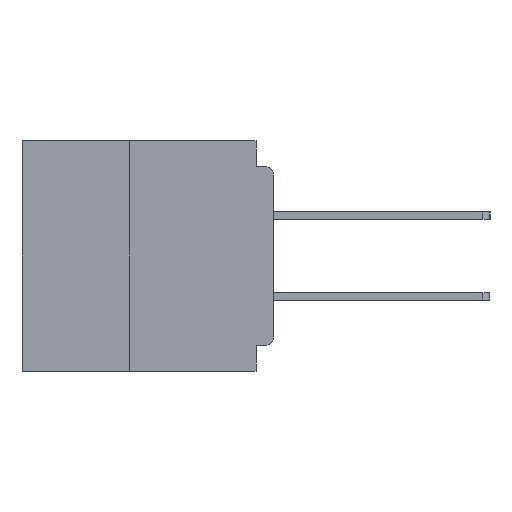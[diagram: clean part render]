
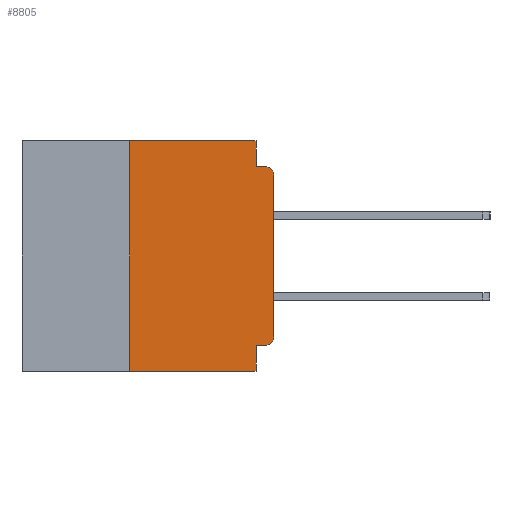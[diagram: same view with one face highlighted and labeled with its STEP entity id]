
A CAD part, left-side view. The second image highlights one B-rep face of the part: STEP entity #8805.
In plain terms, the highlighted planar face has unit normal (-1, 0, 0).
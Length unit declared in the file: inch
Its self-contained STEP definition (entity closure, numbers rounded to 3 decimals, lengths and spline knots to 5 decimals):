
#386 = ORIENTED_EDGE ( 'NONE', *, *, #49418, .F. ) ;
#985 = EDGE_CURVE ( 'NONE', #44983, #57189, #46190, .T. ) ;
#2905 = DIRECTION ( 'NONE',  ( 0., 0., -1. ) ) ;
#3059 = DIRECTION ( 'NONE',  ( 0., 0., 1. ) ) ;
#3299 = CARTESIAN_POINT ( 'NONE',  ( 0., 0.031, -0.355 ) ) ;
#3915 = CARTESIAN_POINT ( 'NONE',  ( 0., 0.437, 0. ) ) ;
#4583 = DIRECTION ( 'NONE',  ( -1., 0., 0. ) ) ;
#5000 = ORIENTED_EDGE ( 'NONE', *, *, #40395, .F. ) ;
#5149 = VERTEX_POINT ( 'NONE', #52994 ) ;
#5201 = VERTEX_POINT ( 'NONE', #30941 ) ;
#8805 = ADVANCED_FACE ( 'NONE', ( #15302 ), #19906, .F. ) ;
#8970 = DIRECTION ( 'NONE',  ( 0., -1., 0. ) ) ;
#9407 = LINE ( 'NONE', #3915, #18611 ) ;
#9457 = EDGE_CURVE ( 'NONE', #58175, #5201, #40748, .T. ) ;
#9603 = CARTESIAN_POINT ( 'NONE',  ( 0., 0.25, -0.4 ) ) ;
#9814 = EDGE_CURVE ( 'NONE', #13298, #44983, #20897, .T. ) ;
#9900 = LINE ( 'NONE', #19995, #21929 ) ;
#11584 = VECTOR ( 'NONE', #33222, 39.37008 ) ;
#12602 = ORIENTED_EDGE ( 'NONE', *, *, #20814, .F. ) ;
#13120 = CARTESIAN_POINT ( 'NONE',  ( 0., 0., -0.34 ) ) ;
#13298 = VERTEX_POINT ( 'NONE', #16728 ) ;
#13932 = ORIENTED_EDGE ( 'NONE', *, *, #9457, .T. ) ;
#14513 = DIRECTION ( 'NONE',  ( 0., 1., 0. ) ) ;
#15006 = CARTESIAN_POINT ( 'NONE',  ( 0., 0.031, -0.045 ) ) ;
#15302 = FACE_OUTER_BOUND ( 'NONE', #40309, .T. ) ;
#15311 = VECTOR ( 'NONE', #3059, 39.37008 ) ;
#16728 = CARTESIAN_POINT ( 'NONE',  ( 0., 0.015, -0.355 ) ) ;
#16836 = DIRECTION ( 'NONE',  ( 0., -1., 0. ) ) ;
#17984 = AXIS2_PLACEMENT_3D ( 'NONE', #31674, #4583, #36222 ) ;
#18611 = VECTOR ( 'NONE', #40088, 39.37008 ) ;
#19510 = CARTESIAN_POINT ( 'NONE',  ( 0., 0.015, -0.34 ) ) ;
#19906 = PLANE ( 'NONE',  #25015 ) ;
#19995 = CARTESIAN_POINT ( 'NONE',  ( 0., 0.25, -0.4 ) ) ;
#20762 = ORIENTED_EDGE ( 'NONE', *, *, #23084, .T. ) ;
#20814 = EDGE_CURVE ( 'NONE', #48302, #5149, #34139, .T. ) ;
#20892 = CARTESIAN_POINT ( 'NONE',  ( 0., 0.031, 0. ) ) ;
#20897 = LINE ( 'NONE', #46040, #44894 ) ;
#21929 = VECTOR ( 'NONE', #51569, 39.37008 ) ;
#22211 = EDGE_CURVE ( 'NONE', #33125, #57189, #41709, .T. ) ;
#23084 = EDGE_CURVE ( 'NONE', #13298, #58175, #42392, .T. ) ;
#24052 = DIRECTION ( 'NONE',  ( 0., 0., -1. ) ) ;
#25015 = AXIS2_PLACEMENT_3D ( 'NONE', #33373, #55970, #29033 ) ;
#25614 = ORIENTED_EDGE ( 'NONE', *, *, #50273, .T. ) ;
#26271 = ORIENTED_EDGE ( 'NONE', *, *, #22211, .T. ) ;
#26700 = CARTESIAN_POINT ( 'NONE',  ( 0., 0.25, 0. ) ) ;
#29033 = DIRECTION ( 'NONE',  ( 0., 0., -1. ) ) ;
#30941 = CARTESIAN_POINT ( 'NONE',  ( 0., 0., -0.06 ) ) ;
#31674 = CARTESIAN_POINT ( 'NONE',  ( 0., 0.015, -0.06 ) ) ;
#33125 = VERTEX_POINT ( 'NONE', #9603 ) ;
#33222 = DIRECTION ( 'NONE',  ( 0., 0., -1. ) ) ;
#33292 = CARTESIAN_POINT ( 'NONE',  ( 0., 0.031, -0.4 ) ) ;
#33373 = CARTESIAN_POINT ( 'NONE',  ( 0., 0.437, 0. ) ) ;
#34139 = LINE ( 'NONE', #43867, #58040 ) ;
#35376 = LINE ( 'NONE', #56932, #47329 ) ;
#35388 = ORIENTED_EDGE ( 'NONE', *, *, #55969, .F. ) ;
#36222 = DIRECTION ( 'NONE',  ( 0., 0., -1. ) ) ;
#40088 = DIRECTION ( 'NONE',  ( 0., -1., 0. ) ) ;
#40309 = EDGE_LOOP ( 'NONE', ( #13932, #25614, #12602, #386, #35388, #5000, #26271, #48703, #42601, #20762 ) ) ;
#40395 = EDGE_CURVE ( 'NONE', #33125, #46173, #9900, .T. ) ;
#40748 = LINE ( 'NONE', #57100, #15311 ) ;
#41709 = LINE ( 'NONE', #53975, #53694 ) ;
#42392 = CIRCLE ( 'NONE', #53926, 0.015 ) ;
#42601 = ORIENTED_EDGE ( 'NONE', *, *, #9814, .F. ) ;
#43867 = CARTESIAN_POINT ( 'NONE',  ( 0., 0., -0.045 ) ) ;
#44894 = VECTOR ( 'NONE', #14513, 39.37008 ) ;
#44983 = VERTEX_POINT ( 'NONE', #3299 ) ;
#45806 = CIRCLE ( 'NONE', #17984, 0.015 ) ;
#46040 = CARTESIAN_POINT ( 'NONE',  ( 0., 0., -0.355 ) ) ;
#46173 = VERTEX_POINT ( 'NONE', #26700 ) ;
#46190 = LINE ( 'NONE', #33292, #11584 ) ;
#47329 = VECTOR ( 'NONE', #2905, 39.37008 ) ;
#48302 = VERTEX_POINT ( 'NONE', #15006 ) ;
#48703 = ORIENTED_EDGE ( 'NONE', *, *, #985, .F. ) ;
#49418 = EDGE_CURVE ( 'NONE', #57321, #48302, #35376, .T. ) ;
#50273 = EDGE_CURVE ( 'NONE', #5201, #5149, #45806, .T. ) ;
#51072 = DIRECTION ( 'NONE',  ( -1., 0., 0. ) ) ;
#51569 = DIRECTION ( 'NONE',  ( 0., 0., 1. ) ) ;
#51658 = CARTESIAN_POINT ( 'NONE',  ( 0., 0.031, -0.4 ) ) ;
#52994 = CARTESIAN_POINT ( 'NONE',  ( 0., 0.015, -0.045 ) ) ;
#53694 = VECTOR ( 'NONE', #8970, 39.37008 ) ;
#53926 = AXIS2_PLACEMENT_3D ( 'NONE', #19510, #51072, #24052 ) ;
#53975 = CARTESIAN_POINT ( 'NONE',  ( 0., 0.437, -0.4 ) ) ;
#55969 = EDGE_CURVE ( 'NONE', #46173, #57321, #9407, .T. ) ;
#55970 = DIRECTION ( 'NONE',  ( 1., 0., 0. ) ) ;
#56932 = CARTESIAN_POINT ( 'NONE',  ( 0., 0.031, 0. ) ) ;
#57100 = CARTESIAN_POINT ( 'NONE',  ( 0., 0., 0. ) ) ;
#57189 = VERTEX_POINT ( 'NONE', #51658 ) ;
#57321 = VERTEX_POINT ( 'NONE', #20892 ) ;
#58040 = VECTOR ( 'NONE', #16836, 39.37008 ) ;
#58175 = VERTEX_POINT ( 'NONE', #13120 ) ;
